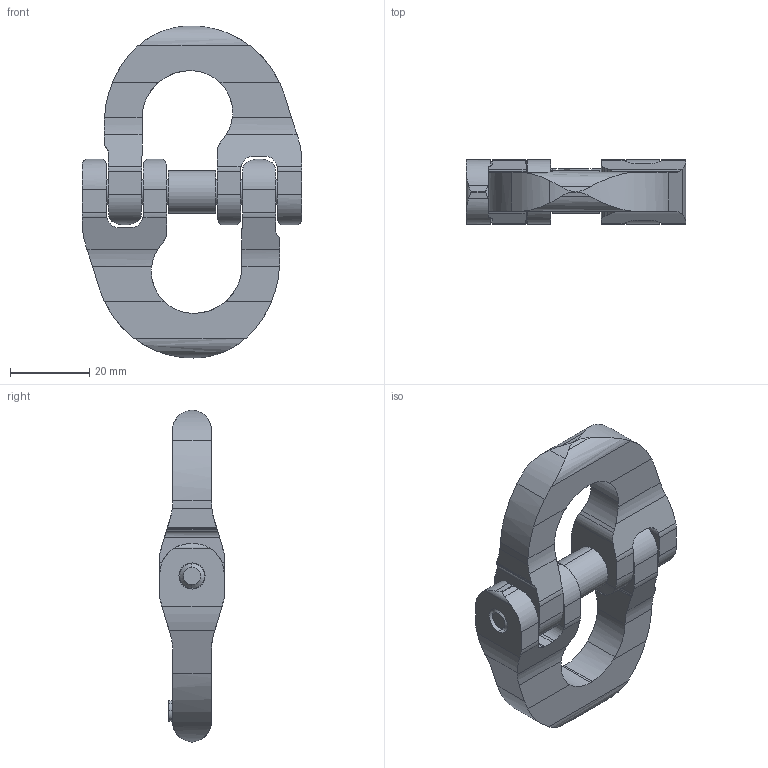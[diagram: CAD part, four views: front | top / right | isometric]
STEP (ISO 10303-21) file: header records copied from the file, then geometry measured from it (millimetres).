
FILE_DESCRIPTION(('STEP AP214'),'1');
FILE_NAME('cl_08.stp','2018-01-24T08:37:16',('TraceParts'),('TraceParts S.A.'),'Spatial InterOp 3D',' ',' ');
FILE_SCHEMA(('automotive_design'));
Length unit declared in the file: millimetre
Products named in the file (3): cl_08_1; cl_08_2; cl_08_3
Bounding box: 55.31 x 16.2 x 83.66 mm (x, y, z)
Volume: 29353.3 mm3; surface area: 13426.3 mm2
Topology: 3 solids, 3 shells, 331 faces, 939 edges, 622 vertices
Faces by surface type: plane 136, cylinder 100, bspline 91, cone 4
Entity records: 15098 total; most frequent: CARTESIAN_POINT 4199, ORIENTED_EDGE 1878, DIRECTION 1463, EDGE_CURVE 939, VERTEX_POINT 622, LINE 497, VECTOR 497, AXIS2_PLACEMENT_3D 483
